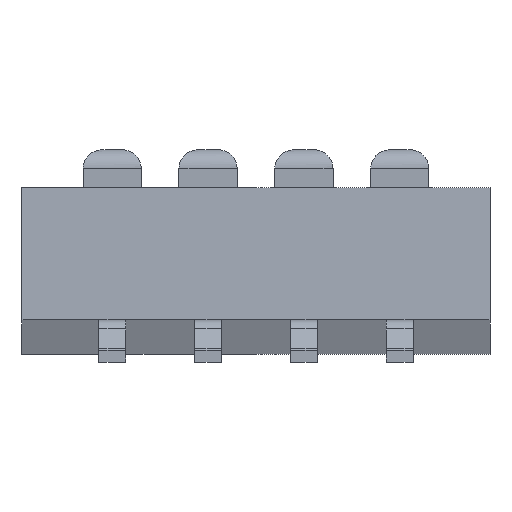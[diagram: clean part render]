
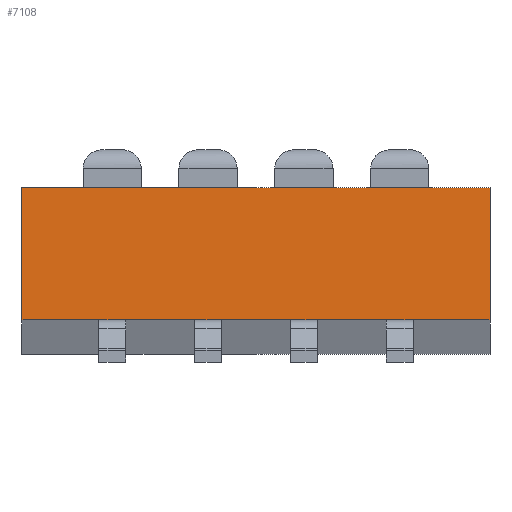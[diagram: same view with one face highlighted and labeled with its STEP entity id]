
A CAD part, front view. The second image highlights one B-rep face of the part: STEP entity #7108.
In plain terms, the highlighted planar face has unit normal (0, -0.999, 0.051).
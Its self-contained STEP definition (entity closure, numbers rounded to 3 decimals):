
#9 = VERTEX_POINT ( 'NONE', #3904 ) ;
#93 = VECTOR ( 'NONE', #2253, 1000. ) ;
#202 = ORIENTED_EDGE ( 'NONE', *, *, #3277, .T. ) ;
#312 = VECTOR ( 'NONE', #5045, 1000. ) ;
#340 = CARTESIAN_POINT ( 'NONE',  ( -3.099, -3.01, 1.753 ) ) ;
#544 = ORIENTED_EDGE ( 'NONE', *, *, #5015, .T. ) ;
#595 = ORIENTED_EDGE ( 'NONE', *, *, #2512, .T. ) ;
#610 = ORIENTED_EDGE ( 'NONE', *, *, #1428, .T. ) ;
#634 = DIRECTION ( 'NONE',  ( 1., 0., 0. ) ) ;
#648 = VECTOR ( 'NONE', #3408, 1000. ) ;
#723 = ORIENTED_EDGE ( 'NONE', *, *, #804, .F. ) ;
#804 = EDGE_CURVE ( 'NONE', #6212, #1714, #5229, .T. ) ;
#805 = DIRECTION ( 'NONE',  ( 0., -0.999, 0.051 ) ) ;
#1011 = VERTEX_POINT ( 'NONE', #3504 ) ;
#1035 = VECTOR ( 'NONE', #4544, 1000. ) ;
#1063 = LINE ( 'NONE', #2980, #6014 ) ;
#1081 = VERTEX_POINT ( 'NONE', #2232 ) ;
#1157 = DIRECTION ( 'NONE',  ( 1., 0., 0. ) ) ;
#1194 = CARTESIAN_POINT ( 'NONE',  ( -0.813, -3.099, 0. ) ) ;
#1206 = CARTESIAN_POINT ( 'NONE',  ( -3.099, -3.01, 1.753 ) ) ;
#1247 = FACE_OUTER_BOUND ( 'NONE', #4977, .T. ) ;
#1428 = EDGE_CURVE ( 'NONE', #1011, #9, #5905, .T. ) ;
#1704 = ORIENTED_EDGE ( 'NONE', *, *, #4560, .T. ) ;
#1714 = VERTEX_POINT ( 'NONE', #4592 ) ;
#1766 = CARTESIAN_POINT ( 'NONE',  ( 2.083, -3.099, 0. ) ) ;
#1913 = VECTOR ( 'NONE', #4551, 1000. ) ;
#2034 = VECTOR ( 'NONE', #6441, 1000. ) ;
#2232 = CARTESIAN_POINT ( 'NONE',  ( -0.813, -3.099, 0. ) ) ;
#2253 = DIRECTION ( 'NONE',  ( 1., 0., 0. ) ) ;
#2499 = ORIENTED_EDGE ( 'NONE', *, *, #3060, .T. ) ;
#2512 = EDGE_CURVE ( 'NONE', #6928, #3678, #3729, .T. ) ;
#2613 = VERTEX_POINT ( 'NONE', #1766 ) ;
#2754 = LINE ( 'NONE', #5219, #1913 ) ;
#2777 = DIRECTION ( 'NONE',  ( 0., -0.051, -0.999 ) ) ;
#2816 = CARTESIAN_POINT ( 'NONE',  ( -3.099, -3.01, 1.753 ) ) ;
#2830 = LINE ( 'NONE', #7661, #93 ) ;
#2913 = DIRECTION ( 'NONE',  ( 1., 0., 0. ) ) ;
#2953 = LINE ( 'NONE', #1194, #7567 ) ;
#2980 = CARTESIAN_POINT ( 'NONE',  ( 0.813, -3.099, 0. ) ) ;
#3060 = EDGE_CURVE ( 'NONE', #3523, #6928, #3903, .T. ) ;
#3062 = CARTESIAN_POINT ( 'NONE',  ( -1.727, -3.099, 0. ) ) ;
#3137 = DIRECTION ( 'NONE',  ( 1., 0., 0. ) ) ;
#3277 = EDGE_CURVE ( 'NONE', #6212, #1011, #4007, .T. ) ;
#3408 = DIRECTION ( 'NONE',  ( 1., 0., 0. ) ) ;
#3420 = EDGE_CURVE ( 'NONE', #1714, #4955, #5656, .T. ) ;
#3421 = CARTESIAN_POINT ( 'NONE',  ( -0.457, -3.099, 0. ) ) ;
#3504 = CARTESIAN_POINT ( 'NONE',  ( -3.099, -3.099, 0. ) ) ;
#3523 = VERTEX_POINT ( 'NONE', #5211 ) ;
#3678 = VERTEX_POINT ( 'NONE', #5990 ) ;
#3729 = LINE ( 'NONE', #7372, #5240 ) ;
#3814 = CARTESIAN_POINT ( 'NONE',  ( 0.457, -3.099, 0. ) ) ;
#3882 = EDGE_CURVE ( 'NONE', #2613, #4955, #7672, .T. ) ;
#3903 = LINE ( 'NONE', #3421, #2034 ) ;
#3904 = CARTESIAN_POINT ( 'NONE',  ( -2.083, -3.099, 0. ) ) ;
#3974 = AXIS2_PLACEMENT_3D ( 'NONE', #1206, #805, #5036 ) ;
#4007 = LINE ( 'NONE', #2816, #4780 ) ;
#4019 = CARTESIAN_POINT ( 'NONE',  ( 3.099, -3.099, 0. ) ) ;
#4047 = ORIENTED_EDGE ( 'NONE', *, *, #6750, .T. ) ;
#4507 = VECTOR ( 'NONE', #2913, 1000. ) ;
#4544 = DIRECTION ( 'NONE',  ( 0., -0.051, -0.999 ) ) ;
#4551 = DIRECTION ( 'NONE',  ( 1., 0., 0. ) ) ;
#4560 = EDGE_CURVE ( 'NONE', #3678, #4807, #1063, .T. ) ;
#4592 = CARTESIAN_POINT ( 'NONE',  ( 3.099, -3.01, 1.753 ) ) ;
#4604 = CARTESIAN_POINT ( 'NONE',  ( 2.083, -3.099, 0. ) ) ;
#4767 = CARTESIAN_POINT ( 'NONE',  ( -1.727, -3.099, 0. ) ) ;
#4780 = VECTOR ( 'NONE', #2777, 1000. ) ;
#4807 = VERTEX_POINT ( 'NONE', #5664 ) ;
#4955 = VERTEX_POINT ( 'NONE', #4019 ) ;
#4977 = EDGE_LOOP ( 'NONE', ( #544, #6582, #2499, #595, #1704, #4047, #6065, #6294, #723, #202, #610, #7471 ) ) ;
#5015 = EDGE_CURVE ( 'NONE', #7087, #1081, #5499, .T. ) ;
#5036 = DIRECTION ( 'NONE',  ( -1., 0., 0. ) ) ;
#5045 = DIRECTION ( 'NONE',  ( 1., 0., 0. ) ) ;
#5097 = CARTESIAN_POINT ( 'NONE',  ( 3.099, -3.01, 1.753 ) ) ;
#5211 = CARTESIAN_POINT ( 'NONE',  ( -0.457, -3.099, 0. ) ) ;
#5219 = CARTESIAN_POINT ( 'NONE',  ( -2.083, -3.099, 0. ) ) ;
#5229 = LINE ( 'NONE', #7671, #4507 ) ;
#5240 = VECTOR ( 'NONE', #3137, 1000. ) ;
#5258 = DIRECTION ( 'NONE',  ( 1., 0., 0. ) ) ;
#5361 = PLANE ( 'NONE',  #3974 ) ;
#5427 = EDGE_CURVE ( 'NONE', #1081, #3523, #2953, .T. ) ;
#5499 = LINE ( 'NONE', #3062, #6306 ) ;
#5656 = LINE ( 'NONE', #5097, #1035 ) ;
#5664 = CARTESIAN_POINT ( 'NONE',  ( 1.727, -3.099, 0. ) ) ;
#5905 = LINE ( 'NONE', #6426, #648 ) ;
#5990 = CARTESIAN_POINT ( 'NONE',  ( 0.813, -3.099, 0. ) ) ;
#6014 = VECTOR ( 'NONE', #5258, 1000. ) ;
#6065 = ORIENTED_EDGE ( 'NONE', *, *, #3882, .T. ) ;
#6212 = VERTEX_POINT ( 'NONE', #340 ) ;
#6294 = ORIENTED_EDGE ( 'NONE', *, *, #3420, .F. ) ;
#6306 = VECTOR ( 'NONE', #634, 1000. ) ;
#6426 = CARTESIAN_POINT ( 'NONE',  ( -3.099, -3.099, 0. ) ) ;
#6441 = DIRECTION ( 'NONE',  ( 1., 0., 0. ) ) ;
#6582 = ORIENTED_EDGE ( 'NONE', *, *, #5427, .T. ) ;
#6750 = EDGE_CURVE ( 'NONE', #4807, #2613, #2830, .T. ) ;
#6928 = VERTEX_POINT ( 'NONE', #3814 ) ;
#7087 = VERTEX_POINT ( 'NONE', #4767 ) ;
#7108 = ADVANCED_FACE ( 'NONE', ( #1247 ), #5361, .T. ) ;
#7372 = CARTESIAN_POINT ( 'NONE',  ( 0.457, -3.099, 0. ) ) ;
#7471 = ORIENTED_EDGE ( 'NONE', *, *, #7757, .T. ) ;
#7567 = VECTOR ( 'NONE', #1157, 1000. ) ;
#7661 = CARTESIAN_POINT ( 'NONE',  ( 1.727, -3.099, 0. ) ) ;
#7671 = CARTESIAN_POINT ( 'NONE',  ( -3.099, -3.01, 1.753 ) ) ;
#7672 = LINE ( 'NONE', #4604, #312 ) ;
#7757 = EDGE_CURVE ( 'NONE', #9, #7087, #2754, .T. ) ;
